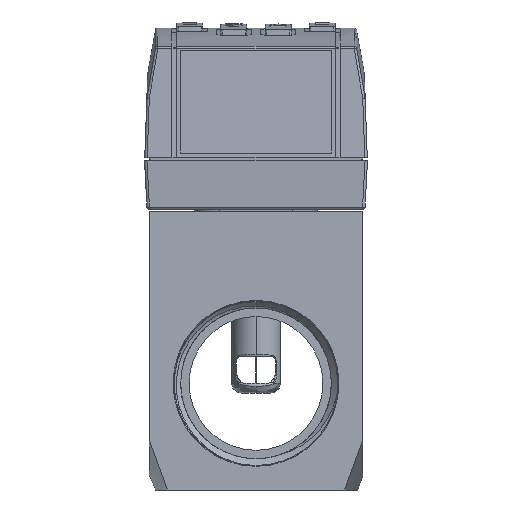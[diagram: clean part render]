
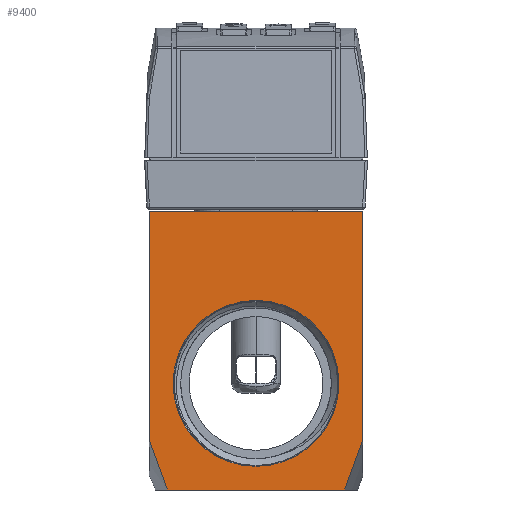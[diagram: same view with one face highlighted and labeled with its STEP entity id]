
A CAD part, front view. The second image highlights one B-rep face of the part: STEP entity #9400.
In plain terms, the highlighted planar face has unit normal (0, -1, 0).
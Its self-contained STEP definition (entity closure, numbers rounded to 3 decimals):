
#116 = CARTESIAN_POINT ( 'NONE',  ( 21.75, -53.5, 0. ) ) ;
#289 = DIRECTION ( 'NONE',  ( -1., 0., 0. ) ) ;
#1490 = LINE ( 'NONE', #8285, #5098 ) ;
#1523 = CARTESIAN_POINT ( 'NONE',  ( -18.071, -53.5, -21.75 ) ) ;
#2037 = CARTESIAN_POINT ( 'NONE',  ( 21.75, -53.5, 35. ) ) ;
#2110 = ORIENTED_EDGE ( 'NONE', *, *, #3845, .T. ) ;
#2717 = EDGE_CURVE ( 'NONE', #9778, #11904, #1490, .T. ) ;
#2942 = CARTESIAN_POINT ( 'NONE',  ( -20.524, -53.5, -15.072 ) ) ;
#3390 = VECTOR ( 'NONE', #15060, 1000. ) ;
#3582 = DIRECTION ( 'NONE',  ( 0., 0., -1. ) ) ;
#3690 = FACE_OUTER_BOUND ( 'NONE', #4610, .T. ) ;
#3845 = EDGE_CURVE ( 'NONE', #20700, #18495, #14958, .T. ) ;
#3909 = CARTESIAN_POINT ( 'NONE',  ( 20.524, -53.5, -15.072 ) ) ;
#4313 = AXIS2_PLACEMENT_3D ( 'NONE', #16206, #9609, #4467 ) ;
#4317 = LINE ( 'NONE', #9368, #11018 ) ;
#4467 = DIRECTION ( 'NONE',  ( 0., 0., -1. ) ) ;
#4589 = ORIENTED_EDGE ( 'NONE', *, *, #15438, .T. ) ;
#4610 = EDGE_LOOP ( 'NONE', ( #9439, #4589, #2110, #5272, #11678, #12544 ) ) ;
#4698 = CARTESIAN_POINT ( 'NONE',  ( -18.071, -53.5, -21.75 ) ) ;
#5098 = VECTOR ( 'NONE', #289, 1000. ) ;
#5272 = ORIENTED_EDGE ( 'NONE', *, *, #13092, .T. ) ;
#6698 = B_SPLINE_CURVE_WITH_KNOTS ( 'NONE', 3,
 ( #16336, #2942, #16547, #1523 ),
 .UNSPECIFIED., .F., .F.,
 ( 4, 4 ),
 ( 0., 0.011 ),
 .UNSPECIFIED. ) ;
#7323 = FACE_BOUND ( 'NONE', #16065, .T. ) ;
#7378 = CARTESIAN_POINT ( 'NONE',  ( 0., -53.5, -16.923 ) ) ;
#7431 = DIRECTION ( 'NONE',  ( 0., 0., -1. ) ) ;
#8285 = CARTESIAN_POINT ( 'NONE',  ( 21.75, -53.5, 35. ) ) ;
#8313 = DIRECTION ( 'NONE',  ( 0., 1., 0. ) ) ;
#8416 = CARTESIAN_POINT ( 'NONE',  ( 0., -53.5, 0. ) ) ;
#8453 = EDGE_CURVE ( 'NONE', #17591, #10558, #10973, .T. ) ;
#8677 = VERTEX_POINT ( 'NONE', #15328 ) ;
#9258 = VECTOR ( 'NONE', #13485, 1000. ) ;
#9368 = CARTESIAN_POINT ( 'NONE',  ( -21.75, -53.5, 0. ) ) ;
#9400 = ADVANCED_FACE ( 'NONE', ( #7323, #3690 ), #15873, .T. ) ;
#9439 = ORIENTED_EDGE ( 'NONE', *, *, #14268, .T. ) ;
#9609 = DIRECTION ( 'NONE',  ( 0., 1., 0. ) ) ;
#9778 = VERTEX_POINT ( 'NONE', #2037 ) ;
#10558 = VERTEX_POINT ( 'NONE', #7378 ) ;
#10973 = CIRCLE ( 'NONE', #4313, 16.923 ) ;
#11018 = VECTOR ( 'NONE', #14313, 1000. ) ;
#11099 = ORIENTED_EDGE ( 'NONE', *, *, #8453, .T. ) ;
#11678 = ORIENTED_EDGE ( 'NONE', *, *, #13843, .T. ) ;
#11811 = CARTESIAN_POINT ( 'NONE',  ( 21.75, -53.5, -11.732 ) ) ;
#11904 = VERTEX_POINT ( 'NONE', #21020 ) ;
#12140 = CARTESIAN_POINT ( 'NONE',  ( 0., -53.5, 0. ) ) ;
#12544 = ORIENTED_EDGE ( 'NONE', *, *, #2717, .T. ) ;
#13092 = EDGE_CURVE ( 'NONE', #18495, #8677, #13178, .T. ) ;
#13178 = B_SPLINE_CURVE_WITH_KNOTS ( 'NONE', 3,
 ( #13571, #18849, #3909, #11811 ),
 .UNSPECIFIED., .F., .F.,
 ( 4, 4 ),
 ( 0., 0.011 ),
 .UNSPECIFIED. ) ;
#13485 = DIRECTION ( 'NONE',  ( 0., 0., 1. ) ) ;
#13571 = CARTESIAN_POINT ( 'NONE',  ( 18.071, -53.5, -21.75 ) ) ;
#13843 = EDGE_CURVE ( 'NONE', #8677, #9778, #15131, .T. ) ;
#14268 = EDGE_CURVE ( 'NONE', #11904, #18886, #4317, .T. ) ;
#14313 = DIRECTION ( 'NONE',  ( 0., 0., -1. ) ) ;
#14958 = LINE ( 'NONE', #21663, #3390 ) ;
#15060 = DIRECTION ( 'NONE',  ( 1., 0., 0. ) ) ;
#15116 = ORIENTED_EDGE ( 'NONE', *, *, #17848, .T. ) ;
#15131 = LINE ( 'NONE', #116, #9258 ) ;
#15328 = CARTESIAN_POINT ( 'NONE',  ( 21.75, -53.5, -11.732 ) ) ;
#15438 = EDGE_CURVE ( 'NONE', #18886, #20700, #6698, .T. ) ;
#15873 = PLANE ( 'NONE',  #21112 ) ;
#16065 = EDGE_LOOP ( 'NONE', ( #15116, #11099 ) ) ;
#16206 = CARTESIAN_POINT ( 'NONE',  ( 0., -53.5, 0. ) ) ;
#16336 = CARTESIAN_POINT ( 'NONE',  ( -21.75, -53.5, -11.732 ) ) ;
#16547 = CARTESIAN_POINT ( 'NONE',  ( -19.298, -53.5, -18.411 ) ) ;
#17591 = VERTEX_POINT ( 'NONE', #20851 ) ;
#17848 = EDGE_CURVE ( 'NONE', #10558, #17591, #18014, .T. ) ;
#18014 = CIRCLE ( 'NONE', #19411, 16.923 ) ;
#18343 = CARTESIAN_POINT ( 'NONE',  ( 18.071, -53.5, -21.75 ) ) ;
#18495 = VERTEX_POINT ( 'NONE', #18343 ) ;
#18847 = DIRECTION ( 'NONE',  ( 0., -1., 0. ) ) ;
#18849 = CARTESIAN_POINT ( 'NONE',  ( 19.298, -53.5, -18.411 ) ) ;
#18886 = VERTEX_POINT ( 'NONE', #19229 ) ;
#19229 = CARTESIAN_POINT ( 'NONE',  ( -21.75, -53.5, -11.732 ) ) ;
#19411 = AXIS2_PLACEMENT_3D ( 'NONE', #8416, #8313, #3582 ) ;
#20700 = VERTEX_POINT ( 'NONE', #4698 ) ;
#20851 = CARTESIAN_POINT ( 'NONE',  ( 0., -53.5, 16.923 ) ) ;
#21020 = CARTESIAN_POINT ( 'NONE',  ( -21.75, -53.5, 35. ) ) ;
#21112 = AXIS2_PLACEMENT_3D ( 'NONE', #12140, #18847, #7431 ) ;
#21663 = CARTESIAN_POINT ( 'NONE',  ( 0., -53.5, -21.75 ) ) ;
